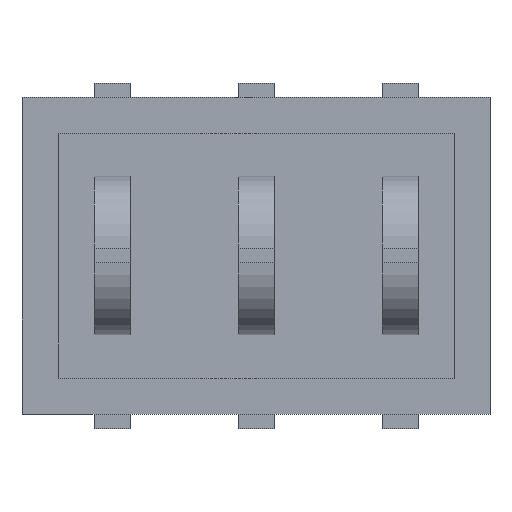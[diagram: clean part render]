
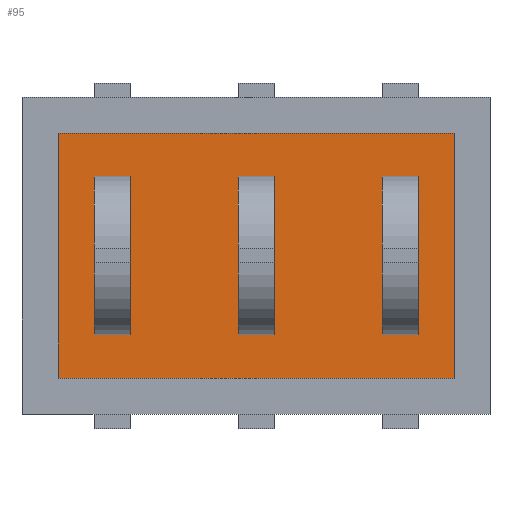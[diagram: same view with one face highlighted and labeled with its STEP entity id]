
A CAD part, top view. The second image highlights one B-rep face of the part: STEP entity #95.
In plain terms, the highlighted planar face has unit normal (0, 0, 1).
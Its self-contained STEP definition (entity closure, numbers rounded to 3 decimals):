
#95=ADVANCED_FACE('',(#247,#248,#249,#250),#251,.T.);
#247=FACE_OUTER_BOUND('',#452,.T.);
#248=FACE_BOUND('',#453,.T.);
#249=FACE_BOUND('',#454,.T.);
#250=FACE_BOUND('',#455,.T.);
#251=PLANE('',#456);
#452=EDGE_LOOP('',(#994,#995,#996,#997));
#453=EDGE_LOOP('',(#998,#999,#1000,#1001));
#454=EDGE_LOOP('',(#1002,#1003,#1004,#1005));
#455=EDGE_LOOP('',(#1006,#1007,#1008,#1009));
#456=AXIS2_PLACEMENT_3D('',#1010,#1011,#1012);
#994=ORIENTED_EDGE('',*,*,#1554,.T.);
#995=ORIENTED_EDGE('',*,*,#1555,.F.);
#996=ORIENTED_EDGE('',*,*,#1556,.F.);
#997=ORIENTED_EDGE('',*,*,#1557,.T.);
#998=ORIENTED_EDGE('',*,*,#1558,.T.);
#999=ORIENTED_EDGE('',*,*,#1559,.F.);
#1000=ORIENTED_EDGE('',*,*,#1560,.F.);
#1001=ORIENTED_EDGE('',*,*,#1561,.T.);
#1002=ORIENTED_EDGE('',*,*,#1562,.T.);
#1003=ORIENTED_EDGE('',*,*,#1545,.F.);
#1004=ORIENTED_EDGE('',*,*,#1563,.F.);
#1005=ORIENTED_EDGE('',*,*,#1527,.T.);
#1006=ORIENTED_EDGE('',*,*,#1564,.T.);
#1007=ORIENTED_EDGE('',*,*,#1442,.F.);
#1008=ORIENTED_EDGE('',*,*,#1565,.F.);
#1009=ORIENTED_EDGE('',*,*,#1420,.T.);
#1010=CARTESIAN_POINT('',(-2.75,-1.7,0.0));
#1011=DIRECTION('',(0.0,0.0,1.0));
#1012=DIRECTION('',(1.0,0.0,0.0));
#1420=EDGE_CURVE('',#1715,#1723,#1725,.T.);
#1442=EDGE_CURVE('',#1765,#1756,#1767,.T.);
#1527=EDGE_CURVE('',#1895,#1903,#1905,.T.);
#1545=EDGE_CURVE('',#1935,#1926,#1937,.T.);
#1554=EDGE_CURVE('',#1948,#1949,#1950,.T.);
#1555=EDGE_CURVE('',#1951,#1949,#1952,.T.);
#1556=EDGE_CURVE('',#1953,#1951,#1954,.T.);
#1557=EDGE_CURVE('',#1953,#1948,#1955,.T.);
#1558=EDGE_CURVE('',#1956,#1957,#1958,.T.);
#1559=EDGE_CURVE('',#1959,#1957,#1960,.T.);
#1560=EDGE_CURVE('',#1961,#1959,#1962,.T.);
#1561=EDGE_CURVE('',#1961,#1956,#1963,.T.);
#1562=EDGE_CURVE('',#1903,#1926,#1964,.T.);
#1563=EDGE_CURVE('',#1895,#1935,#1965,.T.);
#1564=EDGE_CURVE('',#1723,#1756,#1966,.T.);
#1565=EDGE_CURVE('',#1715,#1765,#1967,.T.);
#1715=VERTEX_POINT('',#2179);
#1723=VERTEX_POINT('',#2189);
#1725=LINE('',#2192,#2193);
#1756=VERTEX_POINT('',#2240);
#1765=VERTEX_POINT('',#2251);
#1767=LINE('',#2254,#2255);
#1895=VERTEX_POINT('',#2448);
#1903=VERTEX_POINT('',#2458);
#1905=LINE('',#2461,#2462);
#1926=VERTEX_POINT('',#2495);
#1935=VERTEX_POINT('',#2506);
#1937=LINE('',#2509,#2510);
#1948=VERTEX_POINT('',#2529);
#1949=VERTEX_POINT('',#2530);
#1950=LINE('',#2531,#2532);
#1951=VERTEX_POINT('',#2533);
#1952=LINE('',#2534,#2535);
#1953=VERTEX_POINT('',#2536);
#1954=LINE('',#2537,#2538);
#1955=LINE('',#2539,#2540);
#1956=VERTEX_POINT('',#2541);
#1957=VERTEX_POINT('',#2542);
#1958=LINE('',#2543,#2544);
#1959=VERTEX_POINT('',#2545);
#1960=LINE('',#2546,#2547);
#1961=VERTEX_POINT('',#2548);
#1962=LINE('',#2549,#2550);
#1963=LINE('',#2551,#2552);
#1964=LINE('',#2553,#2554);
#1965=LINE('',#2555,#2556);
#1966=LINE('',#2557,#2558);
#1967=LINE('',#2559,#2560);
#2179=CARTESIAN_POINT('',(-2.25,-1.1,0.0));
#2189=CARTESIAN_POINT('',(-2.25,1.1,0.0));
#2192=CARTESIAN_POINT('',(-2.25,-1.1,0.0));
#2193=VECTOR('',#2786,2.2);
#2240=CARTESIAN_POINT('',(-1.75,1.1,0.0));
#2251=CARTESIAN_POINT('',(-1.75,-1.1,0.0));
#2254=CARTESIAN_POINT('',(-1.75,-1.1,0.0));
#2255=VECTOR('',#2812,2.2);
#2448=CARTESIAN_POINT('',(-0.25,-1.1,0.0));
#2458=CARTESIAN_POINT('',(-0.25,1.1,0.0));
#2461=CARTESIAN_POINT('',(-0.25,-1.1,0.0));
#2462=VECTOR('',#2929,2.2);
#2495=CARTESIAN_POINT('',(0.25,1.1,0.0));
#2506=CARTESIAN_POINT('',(0.25,-1.1,0.0));
#2509=CARTESIAN_POINT('',(0.25,-1.1,0.0));
#2510=VECTOR('',#2951,2.2);
#2529=CARTESIAN_POINT('',(2.75,-1.7,0.0));
#2530=CARTESIAN_POINT('',(2.75,1.7,0.0));
#2531=CARTESIAN_POINT('',(2.75,-1.7,0.0));
#2532=VECTOR('',#2960,3.4);
#2533=CARTESIAN_POINT('',(-2.75,1.7,0.0));
#2534=CARTESIAN_POINT('',(-2.75,1.7,0.0));
#2535=VECTOR('',#2961,5.5);
#2536=CARTESIAN_POINT('',(-2.75,-1.7,0.0));
#2537=CARTESIAN_POINT('',(-2.75,-1.7,0.0));
#2538=VECTOR('',#2962,3.4);
#2539=CARTESIAN_POINT('',(-2.75,-1.7,0.0));
#2540=VECTOR('',#2963,5.5);
#2541=CARTESIAN_POINT('',(1.75,1.1,0.0));
#2542=CARTESIAN_POINT('',(2.25,1.1,0.0));
#2543=CARTESIAN_POINT('',(1.75,1.1,0.0));
#2544=VECTOR('',#2964,0.5);
#2545=CARTESIAN_POINT('',(2.25,-1.1,0.0));
#2546=CARTESIAN_POINT('',(2.25,-1.1,0.0));
#2547=VECTOR('',#2965,2.2);
#2548=CARTESIAN_POINT('',(1.75,-1.1,0.0));
#2549=CARTESIAN_POINT('',(1.75,-1.1,0.0));
#2550=VECTOR('',#2966,0.5);
#2551=CARTESIAN_POINT('',(1.75,-1.1,0.0));
#2552=VECTOR('',#2967,2.2);
#2553=CARTESIAN_POINT('',(-0.25,1.1,0.0));
#2554=VECTOR('',#2968,0.5);
#2555=CARTESIAN_POINT('',(-0.25,-1.1,0.0));
#2556=VECTOR('',#2969,0.5);
#2557=CARTESIAN_POINT('',(-2.25,1.1,0.0));
#2558=VECTOR('',#2970,0.5);
#2559=CARTESIAN_POINT('',(-2.25,-1.1,0.0));
#2560=VECTOR('',#2971,0.5);
#2786=DIRECTION('',(0.0,1.0,0.0));
#2812=DIRECTION('',(0.0,1.0,0.0));
#2929=DIRECTION('',(0.0,1.0,0.0));
#2951=DIRECTION('',(0.0,1.0,0.0));
#2960=DIRECTION('',(0.0,1.0,0.0));
#2961=DIRECTION('',(1.0,0.0,0.0));
#2962=DIRECTION('',(0.0,1.0,0.0));
#2963=DIRECTION('',(1.0,0.0,0.0));
#2964=DIRECTION('',(1.0,0.0,0.0));
#2965=DIRECTION('',(0.0,1.0,0.0));
#2966=DIRECTION('',(1.0,0.0,0.0));
#2967=DIRECTION('',(0.0,1.0,0.0));
#2968=DIRECTION('',(1.0,0.0,0.0));
#2969=DIRECTION('',(1.0,0.0,0.0));
#2970=DIRECTION('',(1.0,0.0,0.0));
#2971=DIRECTION('',(1.0,0.0,0.0));
